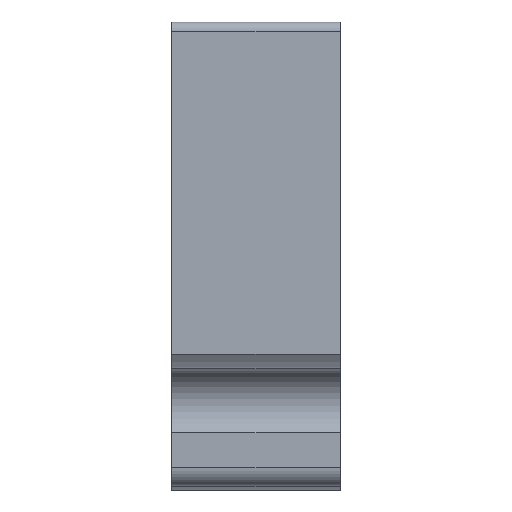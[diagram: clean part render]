
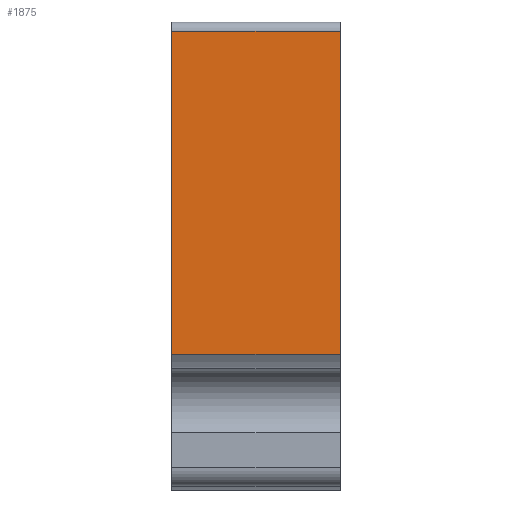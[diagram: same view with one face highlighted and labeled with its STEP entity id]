
A CAD part, left-side view. The second image highlights one B-rep face of the part: STEP entity #1875.
In plain terms, the highlighted planar face has unit normal (-1, 0, 0).
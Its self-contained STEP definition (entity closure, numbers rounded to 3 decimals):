
#160=FACE_OUTER_BOUND('',#280,.T.);
#280=EDGE_LOOP('',(#1534,#1535,#1536,#1537));
#391=LINE('',#2953,#560);
#448=LINE('',#3135,#617);
#458=LINE('',#3166,#627);
#460=LINE('',#3169,#629);
#560=VECTOR('',#2365,17.257);
#617=VECTOR('',#2494,17.257);
#627=VECTOR('',#2524,9.);
#629=VECTOR('',#2528,9.);
#816=VERTEX_POINT('',#2950);
#817=VERTEX_POINT('',#2952);
#863=VERTEX_POINT('',#3132);
#864=VERTEX_POINT('',#3134);
#1022=EDGE_CURVE('',#816,#817,#391,.T.);
#1092=EDGE_CURVE('',#863,#864,#448,.T.);
#1109=EDGE_CURVE('',#864,#816,#458,.T.);
#1111=EDGE_CURVE('',#863,#817,#460,.T.);
#1534=ORIENTED_EDGE('',*,*,#1109,.F.);
#1535=ORIENTED_EDGE('',*,*,#1092,.F.);
#1536=ORIENTED_EDGE('',*,*,#1111,.T.);
#1537=ORIENTED_EDGE('',*,*,#1022,.F.);
#1683=PLANE('',#2047);
#1875=ADVANCED_FACE('',(#160),#1683,.T.);
#2047=AXIS2_PLACEMENT_3D('',#3168,#2526,#2527);
#2365=DIRECTION('',(0.,0.,-1.));
#2494=DIRECTION('',(0.,0.,1.));
#2524=DIRECTION('',(0.,-1.,0.));
#2526=DIRECTION('center_axis',(-1.,0.,0.));
#2527=DIRECTION('ref_axis',(0.,0.,-1.));
#2528=DIRECTION('',(0.,-1.,0.));
#2950=CARTESIAN_POINT('',(-13.424,-5.378,12.047));
#2952=CARTESIAN_POINT('',(-13.424,-5.378,-5.21));
#2953=CARTESIAN_POINT('',(-13.424,-5.378,-12.453));
#3132=CARTESIAN_POINT('',(-13.424,3.622,-5.21));
#3134=CARTESIAN_POINT('',(-13.424,3.622,12.047));
#3135=CARTESIAN_POINT('',(-13.424,3.622,-12.453));
#3166=CARTESIAN_POINT('',(-13.424,-0.878,12.047));
#3168=CARTESIAN_POINT('Origin',(-13.424,-0.878,12.547));
#3169=CARTESIAN_POINT('',(-13.424,-5.378,-5.21));
